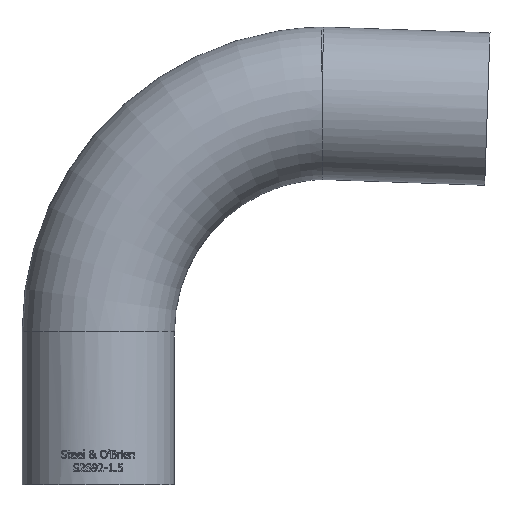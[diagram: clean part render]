
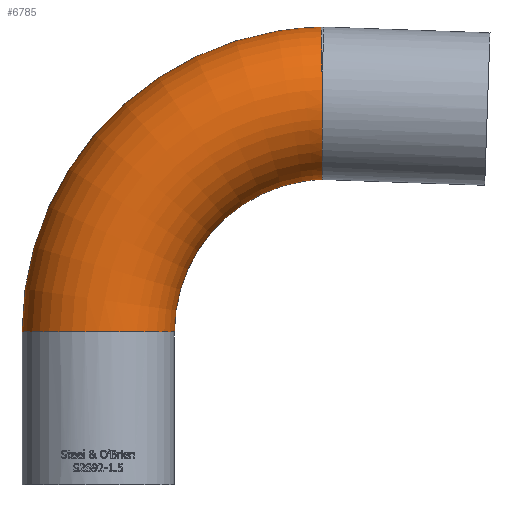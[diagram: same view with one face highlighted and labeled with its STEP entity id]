
A CAD part, top view. The second image highlights one B-rep face of the part: STEP entity #6785.
In plain terms, the highlighted toroidal (fillet/blend) face has major radius 57.15 mm and minor radius 19.05 mm.
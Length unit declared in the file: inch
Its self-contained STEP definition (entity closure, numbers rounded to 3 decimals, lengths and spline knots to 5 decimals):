
#14=TOROIDAL_SURFACE('',#7103,2.25,0.75);
#70=FACE_BOUND('',#1190,.T.);
#777=FACE_OUTER_BOUND('',#1189,.T.);
#1189=EDGE_LOOP('',(#6340,#6341));
#1190=EDGE_LOOP('',(#6342));
#1318=CIRCLE('',#7078,0.75);
#1324=CIRCLE('',#7099,0.75);
#2641=B_SPLINE_CURVE_WITH_KNOTS('',3,(#15568,#15569,#15570,#15571,#15572,
#15573,#15574,#15575,#15576,#15577,#15578,#15579,#15580,#15581,#15582,#15583,
#15584,#15585,#15586,#15587,#15588,#15589,#15590,#15591,#15592,#15593,#15594,
#15595),.UNSPECIFIED.,.F.,.F.,(4,2,2,2,2,2,2,2,2,2,2,2,2,4),(-5.9677,
-5.93663,-5.53539,-5.15142,-4.43861,
-3.78815,-3.2817,-2.97857,-2.67959,
-2.20104,-1.45923,-0.70864,0.,0.03107),
 .UNSPECIFIED.);
#3308=VERTEX_POINT('',#15508);
#3315=VERTEX_POINT('',#15561);
#3316=VERTEX_POINT('',#15562);
#4317=EDGE_CURVE('',#3308,#3308,#1318,.T.);
#4326=EDGE_CURVE('',#3316,#3315,#1324,.T.);
#4328=EDGE_CURVE('',#3315,#3316,#2641,.T.);
#6340=ORIENTED_EDGE('',*,*,#4326,.T.);
#6341=ORIENTED_EDGE('',*,*,#4328,.T.);
#6342=ORIENTED_EDGE('',*,*,#4317,.F.);
#6785=ADVANCED_FACE('',(#777,#70),#14,.T.);
#7078=AXIS2_PLACEMENT_3D('',#15509,#8133,#8134);
#7099=AXIS2_PLACEMENT_3D('',#15564,#8175,#8176);
#7103=AXIS2_PLACEMENT_3D('',#15597,#8183,#8184);
#8133=DIRECTION('center_axis',(0.,-1.,0.));
#8134=DIRECTION('ref_axis',(1.,0.,0.));
#8175=DIRECTION('center_axis',(-1.,-0.019,0.));
#8176=DIRECTION('ref_axis',(0.019,-1.,0.));
#8183=DIRECTION('center_axis',(0.,0.,-1.));
#8184=DIRECTION('ref_axis',(-1.,0.,0.));
#15508=CARTESIAN_POINT('',(-3.,0.,0.));
#15509=CARTESIAN_POINT('Origin',(-2.25,0.,0.));
#15561=CARTESIAN_POINT('',(-0.04289,2.24959,-0.75));
#15562=CARTESIAN_POINT('',(-0.04289,2.24959,0.75));
#15564=CARTESIAN_POINT('Origin',(-0.04289,2.24959,0.));
#15568=CARTESIAN_POINT('Ctrl Pts',(-0.04289,2.24959,
-0.75));
#15569=CARTESIAN_POINT('Ctrl Pts',(-0.04292,2.24551,
-0.75));
#15570=CARTESIAN_POINT('Ctrl Pts',(-0.04295,2.24144,
-0.74997));
#15571=CARTESIAN_POINT('Ctrl Pts',(-0.0434,2.18471,
-0.74904));
#15572=CARTESIAN_POINT('Ctrl Pts',(-0.04378,2.1323,
-0.74265));
#15573=CARTESIAN_POINT('Ctrl Pts',(-0.04447,2.03189,
-0.7195));
#15574=CARTESIAN_POINT('Ctrl Pts',(-0.04477,1.98405,
-0.70326));
#15575=CARTESIAN_POINT('Ctrl Pts',(-0.04554,1.85309,
-0.64355));
#15576=CARTESIAN_POINT('Ctrl Pts',(-0.0459,1.77598,
-0.58916));
#15577=CARTESIAN_POINT('Ctrl Pts',(-0.0464,1.65143,
-0.46074));
#15578=CARTESIAN_POINT('Ctrl Pts',(-0.04654,1.6029,
-0.38976));
#15579=CARTESIAN_POINT('Ctrl Pts',(-0.04671,1.53968,
-0.25173));
#15580=CARTESIAN_POINT('Ctrl Pts',(-0.04674,1.52016,
-0.18789));
#15581=CARTESIAN_POINT('Ctrl Pts',(-0.04678,1.50283,
-0.08307));
#15582=CARTESIAN_POINT('Ctrl Pts',(-0.04678,1.49947,
-0.04337));
#15583=CARTESIAN_POINT('Ctrl Pts',(-0.04679,1.49909,
0.03565));
#15584=CARTESIAN_POINT('Ctrl Pts',(-0.04678,1.50198,
0.07484));
#15585=CARTESIAN_POINT('Ctrl Pts',(-0.04675,1.51745,
0.17569));
#15586=CARTESIAN_POINT('Ctrl Pts',(-0.04672,1.53473,
0.23633));
#15587=CARTESIAN_POINT('Ctrl Pts',(-0.04656,1.59756,
0.38364));
#15588=CARTESIAN_POINT('Ctrl Pts',(-0.0464,1.65282,
0.4649));
#15589=CARTESIAN_POINT('Ctrl Pts',(-0.04583,1.79212,
0.60256));
#15590=CARTESIAN_POINT('Ctrl Pts',(-0.04543,1.87514,
0.65733));
#15591=CARTESIAN_POINT('Ctrl Pts',(-0.04435,2.05248,0.7296));
#15592=CARTESIAN_POINT('Ctrl Pts',(-0.04371,2.14438,
0.74838));
#15593=CARTESIAN_POINT('Ctrl Pts',(-0.04295,2.24144,
0.74997));
#15594=CARTESIAN_POINT('Ctrl Pts',(-0.04292,2.24551,
0.75));
#15595=CARTESIAN_POINT('Ctrl Pts',(-0.04289,2.24959,
0.75));
#15597=CARTESIAN_POINT('Origin',(0.,0.,0.));
